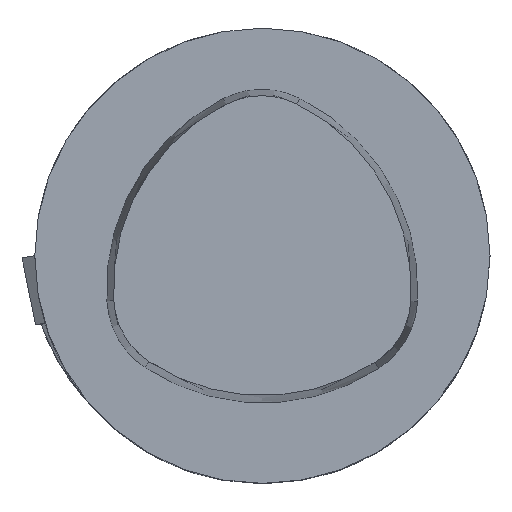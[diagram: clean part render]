
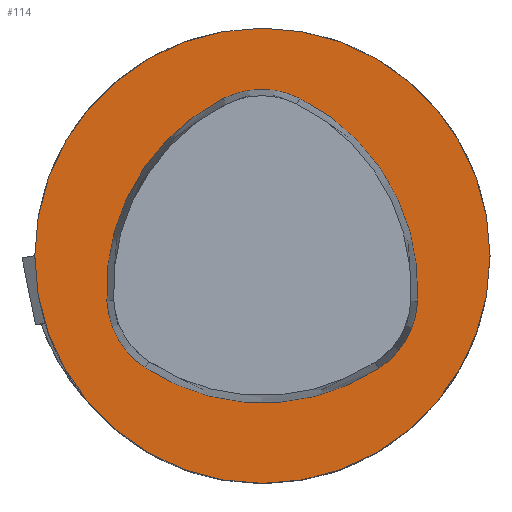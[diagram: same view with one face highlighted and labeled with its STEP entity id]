
A CAD part, top view. The second image highlights one B-rep face of the part: STEP entity #114.
In plain terms, the highlighted planar face has unit normal (0, 0, 1).
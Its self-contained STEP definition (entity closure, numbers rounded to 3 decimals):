
#114=ADVANCED_FACE('',(#189),#157,.T.);
#157=PLANE('',#869);
#189=FACE_OUTER_BOUND('',#242,.T.);
#242=EDGE_LOOP('',(#396));
#319=CIRCLE('',#863,16.);
#396=ORIENTED_EDGE('',*,*,#670,.F.);
#591=VERTEX_POINT('',#1335);
#670=EDGE_CURVE('',#591,#591,#319,.T.);
#863=AXIS2_PLACEMENT_3D('',#1334,#978,#979);
#869=AXIS2_PLACEMENT_3D('',#1353,#994,#995);
#978=DIRECTION('',(0.,0.,-1.));
#979=DIRECTION('',(-1.,0.,0.));
#994=DIRECTION('',(0.,0.,1.));
#995=DIRECTION('',(-1.,0.,0.));
#1334=CARTESIAN_POINT('',(0.,0.,0.));
#1335=CARTESIAN_POINT('',(-16.,0.,0.));
#1353=CARTESIAN_POINT('',(0.,0.,0.));
